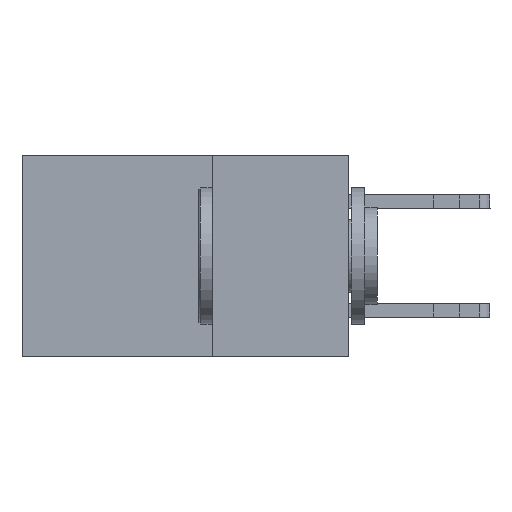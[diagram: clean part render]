
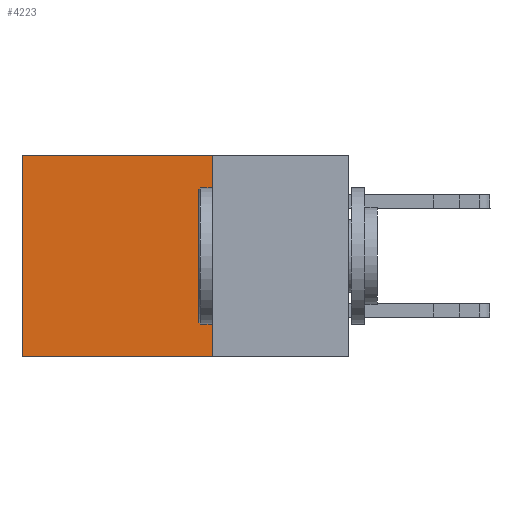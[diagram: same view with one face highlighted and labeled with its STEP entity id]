
A CAD part, left-side view. The second image highlights one B-rep face of the part: STEP entity #4223.
In plain terms, the highlighted planar face has unit normal (-1, 0, 0).
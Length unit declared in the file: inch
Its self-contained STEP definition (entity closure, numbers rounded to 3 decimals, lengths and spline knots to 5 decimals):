
#51 = LINE ( 'NONE', #3522, #3864 ) ;
#402 = DIRECTION ( 'NONE',  ( 1., 0., 0. ) ) ;
#660 = VECTOR ( 'NONE', #1962, 39.37008 ) ;
#1591 = VERTEX_POINT ( 'NONE', #8508 ) ;
#1936 = DIRECTION ( 'NONE',  ( 0., 1., 0. ) ) ;
#1962 = DIRECTION ( 'NONE',  ( 0., 1., 0. ) ) ;
#2284 = ORIENTED_EDGE ( 'NONE', *, *, #20847, .F. ) ;
#2330 = CARTESIAN_POINT ( 'NONE',  ( 0.298, 0.6, 0. ) ) ;
#3522 = CARTESIAN_POINT ( 'NONE',  ( 0.298, 0.25, -0.37 ) ) ;
#3724 = VERTEX_POINT ( 'NONE', #2330 ) ;
#3864 = VECTOR ( 'NONE', #1936, 39.37008 ) ;
#4110 = VECTOR ( 'NONE', #5137, 39.37008 ) ;
#4223 = ADVANCED_FACE ( 'NONE', ( #9010 ), #10076, .F. ) ;
#4632 = LINE ( 'NONE', #13531, #4110 ) ;
#5090 = AXIS2_PLACEMENT_3D ( 'NONE', #18247, #402, #14683 ) ;
#5137 = DIRECTION ( 'NONE',  ( 0., 0., -1. ) ) ;
#5253 = LINE ( 'NONE', #20007, #13133 ) ;
#6551 = EDGE_CURVE ( 'NONE', #3724, #21369, #5253, .T. ) ;
#8005 = CARTESIAN_POINT ( 'NONE',  ( 0.298, 0.6, -0.37 ) ) ;
#8508 = CARTESIAN_POINT ( 'NONE',  ( 0.298, 0.25, 0. ) ) ;
#8861 = ORIENTED_EDGE ( 'NONE', *, *, #12923, .F. ) ;
#9010 = FACE_OUTER_BOUND ( 'NONE', #18206, .T. ) ;
#10061 = ORIENTED_EDGE ( 'NONE', *, *, #6551, .T. ) ;
#10076 = PLANE ( 'NONE',  #5090 ) ;
#12923 = EDGE_CURVE ( 'NONE', #13845, #21369, #51, .T. ) ;
#13133 = VECTOR ( 'NONE', #13551, 39.37008 ) ;
#13531 = CARTESIAN_POINT ( 'NONE',  ( 0.298, 0.25, 0. ) ) ;
#13551 = DIRECTION ( 'NONE',  ( 0., 0., -1. ) ) ;
#13616 = CARTESIAN_POINT ( 'NONE',  ( 0.298, 0.25, 0. ) ) ;
#13845 = VERTEX_POINT ( 'NONE', #17825 ) ;
#13946 = LINE ( 'NONE', #13616, #660 ) ;
#14683 = DIRECTION ( 'NONE',  ( 0., 0., -1. ) ) ;
#17825 = CARTESIAN_POINT ( 'NONE',  ( 0.298, 0.25, -0.37 ) ) ;
#18206 = EDGE_LOOP ( 'NONE', ( #10061, #8861, #2284, #18765 ) ) ;
#18247 = CARTESIAN_POINT ( 'NONE',  ( 0.298, 0.25, 0. ) ) ;
#18680 = EDGE_CURVE ( 'NONE', #1591, #3724, #13946, .T. ) ;
#18765 = ORIENTED_EDGE ( 'NONE', *, *, #18680, .T. ) ;
#20007 = CARTESIAN_POINT ( 'NONE',  ( 0.298, 0.6, 0. ) ) ;
#20847 = EDGE_CURVE ( 'NONE', #1591, #13845, #4632, .T. ) ;
#21369 = VERTEX_POINT ( 'NONE', #8005 ) ;
